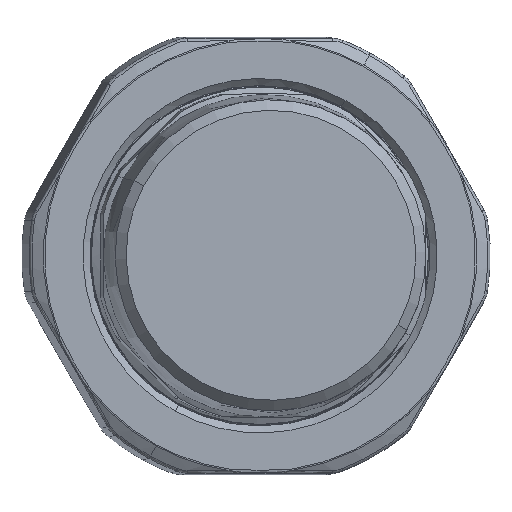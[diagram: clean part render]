
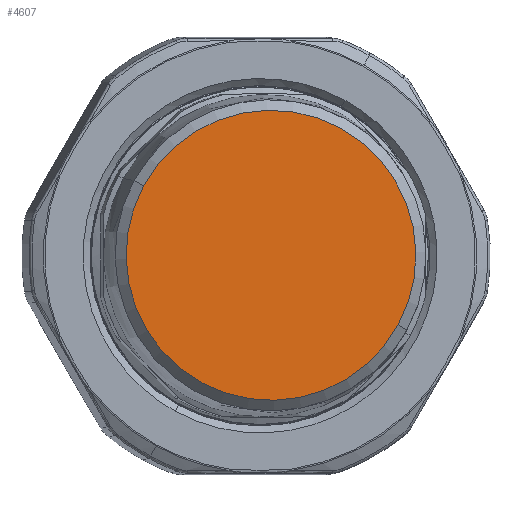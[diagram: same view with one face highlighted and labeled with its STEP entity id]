
A CAD part, top view. The second image highlights one B-rep face of the part: STEP entity #4607.
In plain terms, the highlighted planar face has unit normal (0.045, 0, 0.999).
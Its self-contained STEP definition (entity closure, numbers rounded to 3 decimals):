
#4584=CARTESIAN_POINT('Axis2P3D Location',(-49.53,0.,77.112)) ;
#4589=CARTESIAN_POINT('Axis2P3D Location',(-49.53,0.,77.112)) ;
#4593=CARTESIAN_POINT('Vertex',(-73.624,13.176,78.195)) ;
#4595=CARTESIAN_POINT('Vertex',(-25.437,-13.176,76.03)) ;
#4598=CARTESIAN_POINT('Axis2P3D Location',(-49.53,0.,77.112)) ;
#4585=DIRECTION('Axis2P3D Direction',(-0.045,0.,-0.999)) ;
#4586=DIRECTION('Axis2P3D XDirection',(0.,1.,0.)) ;
#4590=DIRECTION('Axis2P3D Direction',(-0.045,0.,-0.999)) ;
#4599=DIRECTION('Axis2P3D Direction',(-0.045,0.,-0.999)) ;
#4587=AXIS2_PLACEMENT_3D('Plane Axis2P3D',#4584,#4585,#4586) ;
#4591=AXIS2_PLACEMENT_3D('Circle Axis2P3D',#4589,#4590,$) ;
#4600=AXIS2_PLACEMENT_3D('Circle Axis2P3D',#4598,#4599,$) ;
#4592=CIRCLE('generated circle',#4591,27.482) ;
#4601=CIRCLE('generated circle',#4600,27.482) ;
#4588=PLANE('',#4587) ;
#4597=EDGE_CURVE('',#4594,#4596,#4592,.T.) ;
#4602=EDGE_CURVE('',#4596,#4594,#4601,.T.) ;
#4604=ORIENTED_EDGE('',*,*,#4597,.F.) ;
#4605=ORIENTED_EDGE('',*,*,#4602,.F.) ;
#4603=EDGE_LOOP('',(#4604,#4605)) ;
#4594=VERTEX_POINT('',#4593) ;
#4596=VERTEX_POINT('',#4595) ;
#4607=ADVANCED_FACE('PartBody',(#4606),#4588,.F.) ;
#4606=FACE_OUTER_BOUND('',#4603,.T.) ;
